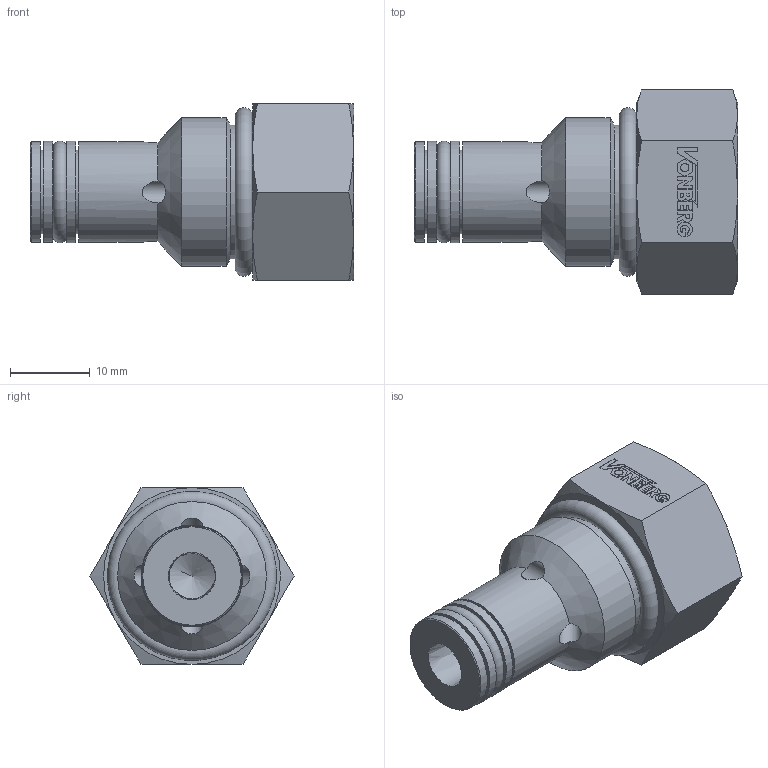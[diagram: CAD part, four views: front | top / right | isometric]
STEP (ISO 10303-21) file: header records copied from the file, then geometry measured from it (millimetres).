
FILE_DESCRIPTION((''),'2;1');
FILE_NAME('8208.stp','2015-02-17T14:16:38',('jml'),(''),'Autodesk Inventor 2010','Autodesk Inventor 2010','');
FILE_SCHEMA(('AUTOMOTIVE_DESIGN { 1 0 10303 214 1 1 1 1 }'));
Length unit declared in the file: inch
Products named in the file (5): 8108 (LevelofDetail1); 220876; 908 O-RING; 012 O-RING; 012 BACKUP
Assembly tree (5 placements, depth 2):
  8108 (LevelofDetail1)
    220876
    908 O-RING
    012 O-RING
    012 BACKUP  x2
Bounding box: 40.64 x 25.66 x 22.23 mm (x, y, z)
Volume: 9529.7 mm3; surface area: 4837.3 mm2
Topology: 5 solids, 5 shells, 137 faces, 345 edges, 224 vertices
Faces by surface type: plane 90, cylinder 28, cone 15, bspline 2, torus 2
Full cylindrical faces by diameter (mm): 1.044 x1, 2.769 x4, 9.754 x2, 10.514 x1, 12.624 x2, 12.751 x2, 16.815 x1, 18.72 x1
Entity records: 4372 total; most frequent: CARTESIAN_POINT 1046, DIRECTION 623, ORIENTED_EDGE 622, EDGE_CURVE 311, VERTEX_POINT 210, VECTOR 209, LINE 209, AXIS2_PLACEMENT_3D 207
